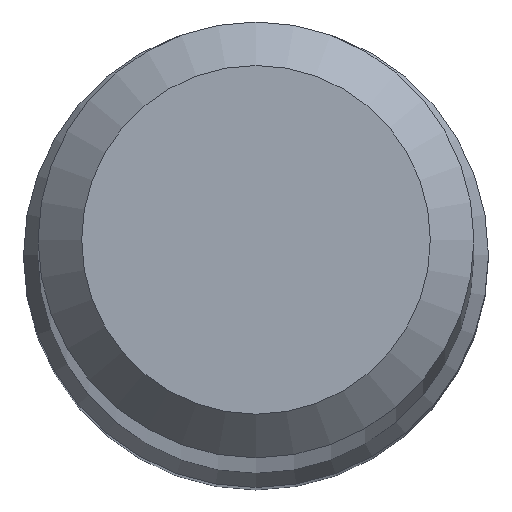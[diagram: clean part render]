
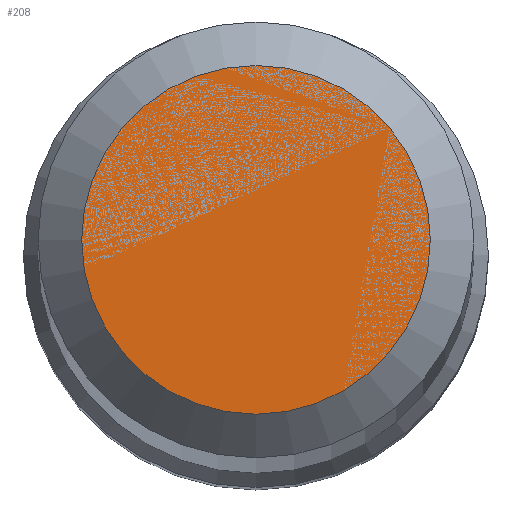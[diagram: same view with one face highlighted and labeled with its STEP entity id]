
A CAD part, top view. The second image highlights one B-rep face of the part: STEP entity #208.
In plain terms, the highlighted planar face has unit normal (0, 0, 1).
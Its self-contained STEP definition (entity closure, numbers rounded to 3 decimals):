
#7 = DIRECTION ( 'NONE',  ( 0., 1., 0. ) ) ;
#10 = CARTESIAN_POINT ( 'NONE',  ( 0., 0., 70. ) ) ;
#77 = FACE_OUTER_BOUND ( 'NONE', #289, .T. ) ;
#88 = ORIENTED_EDGE ( 'NONE', *, *, #177, .F. ) ;
#104 = DIRECTION ( 'NONE',  ( 0., 0., -1. ) ) ;
#126 = AXIS2_PLACEMENT_3D ( 'NONE', #10, #104, #7 ) ;
#151 = PLANE ( 'NONE',  #270 ) ;
#177 = EDGE_CURVE ( 'NONE', #211, #211, #199, .T. ) ;
#199 = CIRCLE ( 'NONE', #126, 1.2 ) ;
#208 = ADVANCED_FACE ( 'NONE', ( #77 ), #151, .F. ) ;
#211 = VERTEX_POINT ( 'NONE', #272 ) ;
#224 = DIRECTION ( 'NONE',  ( 0., 1., 0. ) ) ;
#238 = CARTESIAN_POINT ( 'NONE',  ( 0., 0., 70. ) ) ;
#270 = AXIS2_PLACEMENT_3D ( 'NONE', #238, #286, #224 ) ;
#272 = CARTESIAN_POINT ( 'NONE',  ( 0., 1.2, 70. ) ) ;
#286 = DIRECTION ( 'NONE',  ( 0., 0., -1. ) ) ;
#289 = EDGE_LOOP ( 'NONE', ( #88 ) ) ;
